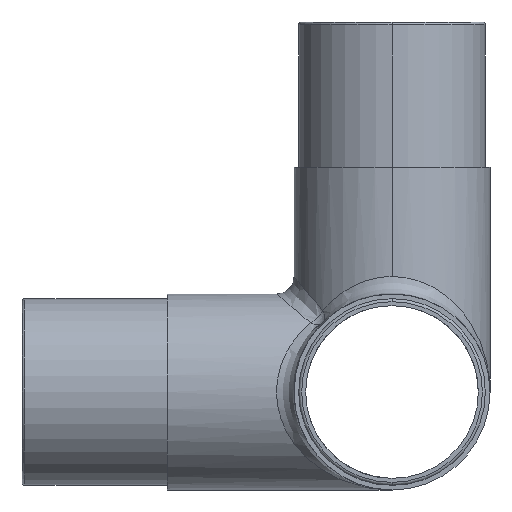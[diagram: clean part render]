
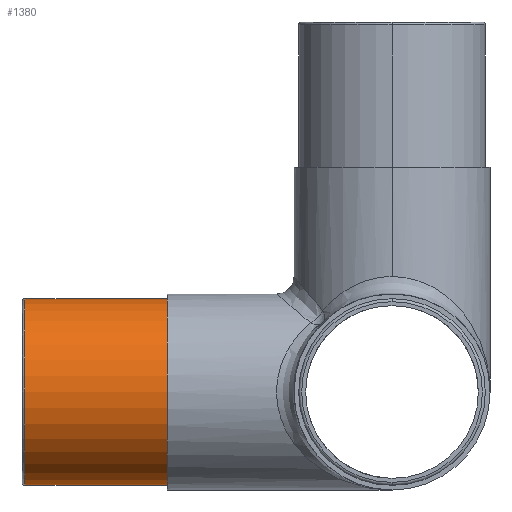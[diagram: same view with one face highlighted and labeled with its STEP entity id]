
A CAD part, left-side view. The second image highlights one B-rep face of the part: STEP entity #1380.
In plain terms, the highlighted cylindrical face has radius 16.05 mm (diameter 32.1 mm), a partial arc.
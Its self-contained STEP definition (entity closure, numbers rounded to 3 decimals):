
#27 = EDGE_CURVE ( 'NONE', #1501, #680, #1092, .T. ) ;
#58 = CARTESIAN_POINT ( 'NONE',  ( 0., 38.65, -16.05 ) ) ;
#106 = ORIENTED_EDGE ( 'NONE', *, *, #370, .F. ) ;
#127 = VECTOR ( 'NONE', #1609, 1000. ) ;
#150 = ORIENTED_EDGE ( 'NONE', *, *, #27, .T. ) ;
#176 = DIRECTION ( 'NONE',  ( 0., -1., 0. ) ) ;
#280 = AXIS2_PLACEMENT_3D ( 'NONE', #629, #1715, #1114 ) ;
#353 = CARTESIAN_POINT ( 'NONE',  ( 0., 63.15, -16.05 ) ) ;
#370 = EDGE_CURVE ( 'NONE', #1501, #1415, #933, .T. ) ;
#429 = EDGE_CURVE ( 'NONE', #1244, #1415, #1738, .T. ) ;
#471 = FACE_OUTER_BOUND ( 'NONE', #913, .T. ) ;
#539 = CARTESIAN_POINT ( 'NONE',  ( 0., 63.15, 0. ) ) ;
#626 = CARTESIAN_POINT ( 'NONE',  ( 0., 38.65, 16.05 ) ) ;
#629 = CARTESIAN_POINT ( 'NONE',  ( 0., 38.65, 0. ) ) ;
#666 = EDGE_CURVE ( 'NONE', #680, #1244, #1039, .T. ) ;
#680 = VERTEX_POINT ( 'NONE', #353 ) ;
#690 = DIRECTION ( 'NONE',  ( 0., -1., 0. ) ) ;
#734 = DIRECTION ( 'NONE',  ( 0., 0., -1. ) ) ;
#754 = VECTOR ( 'NONE', #1424, 1000. ) ;
#796 = CARTESIAN_POINT ( 'NONE',  ( 0., 63.15, 16.05 ) ) ;
#884 = CARTESIAN_POINT ( 'NONE',  ( 0., 63.65, -16.05 ) ) ;
#913 = EDGE_LOOP ( 'NONE', ( #106, #150, #1183, #1788 ) ) ;
#933 = LINE ( 'NONE', #1187, #127 ) ;
#1039 = LINE ( 'NONE', #884, #754 ) ;
#1092 = CIRCLE ( 'NONE', #1318, 16.05 ) ;
#1101 = DIRECTION ( 'NONE',  ( 0., 0., 1. ) ) ;
#1114 = DIRECTION ( 'NONE',  ( 0., 0., 1. ) ) ;
#1179 = AXIS2_PLACEMENT_3D ( 'NONE', #1409, #176, #734 ) ;
#1183 = ORIENTED_EDGE ( 'NONE', *, *, #666, .T. ) ;
#1187 = CARTESIAN_POINT ( 'NONE',  ( 0., 63.65, 16.05 ) ) ;
#1244 = VERTEX_POINT ( 'NONE', #58 ) ;
#1315 = CYLINDRICAL_SURFACE ( 'NONE', #1179, 16.05 ) ;
#1318 = AXIS2_PLACEMENT_3D ( 'NONE', #539, #690, #1101 ) ;
#1380 = ADVANCED_FACE ( 'NONE', ( #471 ), #1315, .T. ) ;
#1409 = CARTESIAN_POINT ( 'NONE',  ( 0., 63.65, 0. ) ) ;
#1415 = VERTEX_POINT ( 'NONE', #626 ) ;
#1424 = DIRECTION ( 'NONE',  ( 0., -1., 0. ) ) ;
#1501 = VERTEX_POINT ( 'NONE', #796 ) ;
#1609 = DIRECTION ( 'NONE',  ( 0., -1., 0. ) ) ;
#1715 = DIRECTION ( 'NONE',  ( 0., 1., 0. ) ) ;
#1738 = CIRCLE ( 'NONE', #280, 16.05 ) ;
#1788 = ORIENTED_EDGE ( 'NONE', *, *, #429, .T. ) ;
